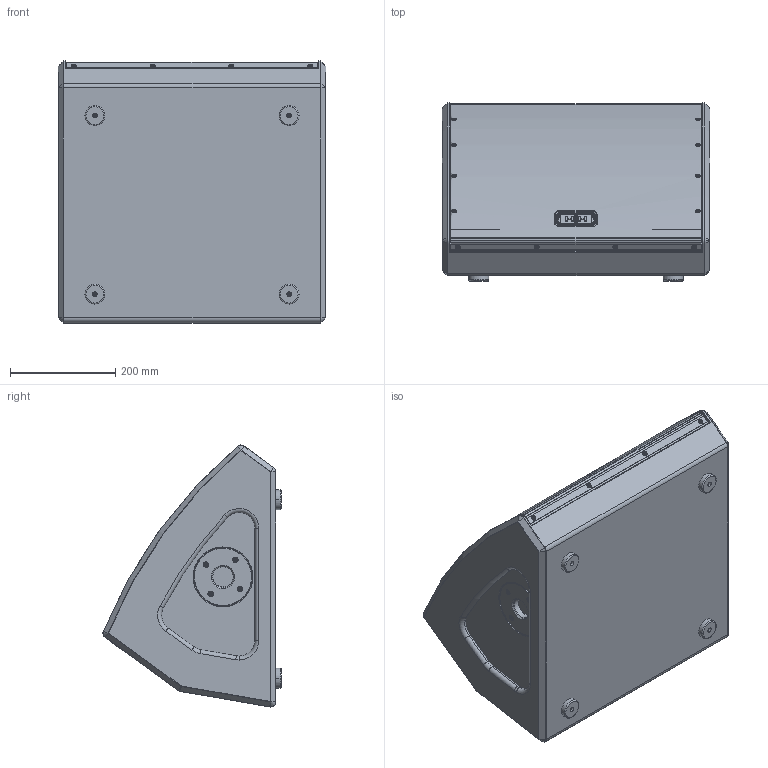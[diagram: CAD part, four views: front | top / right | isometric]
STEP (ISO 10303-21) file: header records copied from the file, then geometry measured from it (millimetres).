
FILE_DESCRIPTION (( 'STEP AP214' ), '1' );
FILE_NAME ('TRM-1201.STEP', '2022-05-13T12:00:13', ( '' ), ( '' ), 'SwSTEP 2.0', 'SolidWorks 2019', '' );
FILE_SCHEMA (( 'AUTOMOTIVE_DESIGN' ));
Length unit declared in the file: millimetre
Products named in the file (1): TRM-1201
Bounding box: 510 x 339.37 x 499.05 mm (x, y, z)
Volume: 50019895.2 mm3; surface area: 1657407.4 mm2
Topology: 8 solids, 18 shells, 3071 faces, 7814 edges, 4802 vertices
Faces by surface type: plane 1004, cylinder 665, torus 566, bspline 462, cone 317, sphere 57
Entity records: 171323 total; most frequent: CARTESIAN_POINT 67308, ORIENTED_EDGE 15374, DIRECTION 13852, EDGE_CURVE 7687, AXIS2_PLACEMENT_3D 5367, VERTEX_POINT 4784, EDGE_LOOP 3339, LINE 3118
